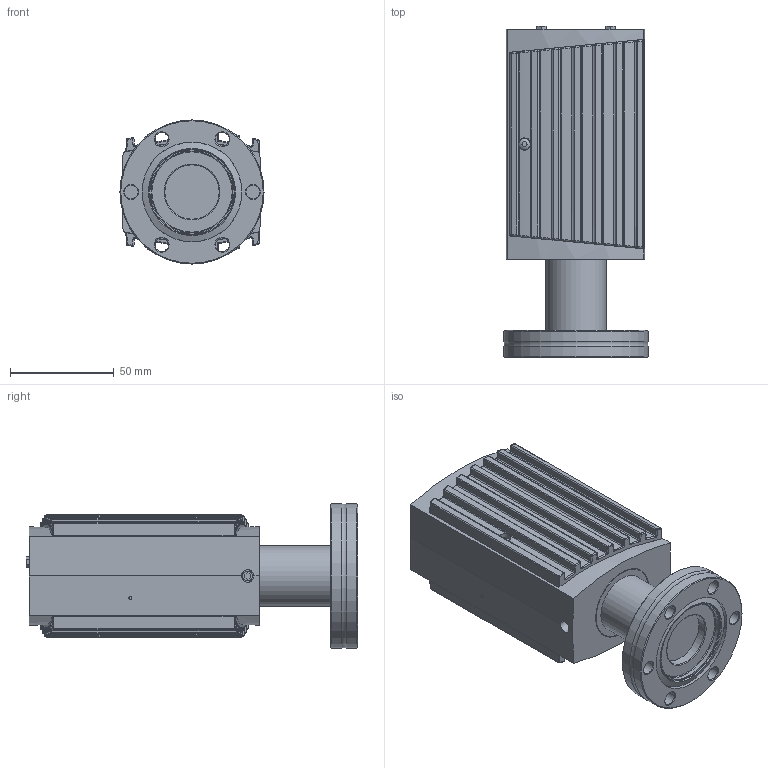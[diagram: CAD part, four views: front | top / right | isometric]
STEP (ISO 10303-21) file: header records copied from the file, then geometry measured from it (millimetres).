
FILE_DESCRIPTION((''),'2;1');
FILE_NAME('M353-551.stp','2013-04-04T11:14:05',('GELH'),(''),'Autodesk Inventor 2012','Autodesk Inventor 2012','');
FILE_SCHEMA(('AUTOMOTIVE_DESIGN { 1 0 10303 214 1 1 1 1 }'));
Length unit declared in the file: millimetre
Products named in the file (1): M353-551
Bounding box: 69.5 x 159.7 x 69.5 mm (x, y, z)
Volume: 151211.6 mm3; surface area: 98964.6 mm2
Topology: 5 solids, 5 shells, 780 faces, 2015 edges, 1267 vertices
Faces by surface type: plane 338, cylinder 253, bspline 100, sphere 58, cone 20, torus 11
Full cylindrical faces by diameter (mm): 1.5 x2, 2.3 x2, 2.4 x2, 2.8 x2, 3 x6, 3.2 x6, 4 x1, 4.2 x3, 4.8 x1, 5.6 x2, 6 x3, 6.6 x6, 15 x1, 24.8 x1, 25 x1, 25.6 x1, 26 x1, 26.2 x1, 28.7 x1, 29 x1, 31.95 x2, 32 x1, 39.5 x1, 40 x1, 41 x1, 48.1 x1, 48.2 x1, 69.5 x2
Entity records: 31354 total; most frequent: CARTESIAN_POINT 12354, DIRECTION 4115, ORIENTED_EDGE 3802, EDGE_CURVE 1901, AXIS2_PLACEMENT_3D 1583, VERTEX_POINT 1242, VECTOR 949, LINE 949
